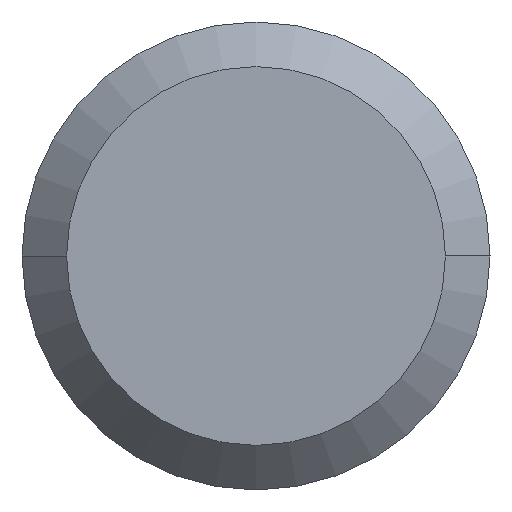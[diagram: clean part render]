
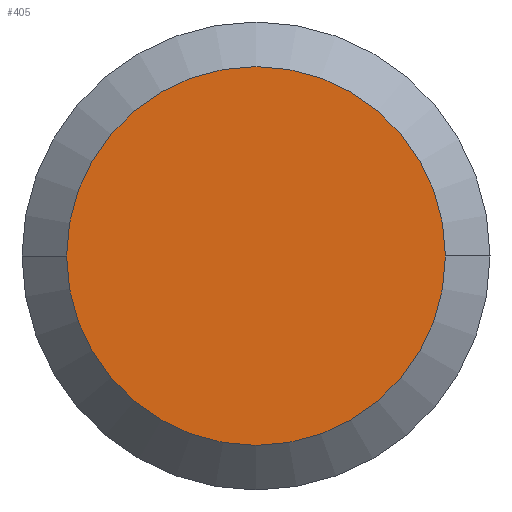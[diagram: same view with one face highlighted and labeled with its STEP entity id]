
A CAD part, left-side view. The second image highlights one B-rep face of the part: STEP entity #405.
In plain terms, the highlighted planar face has unit normal (-1, 0, 0).
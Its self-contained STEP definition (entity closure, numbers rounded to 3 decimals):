
#8 = AXIS2_PLACEMENT_3D ( 'NONE', #29, #188, #24 ) ;
#11 = DIRECTION ( 'NONE',  ( -1., 0., 0. ) ) ;
#24 = DIRECTION ( 'NONE',  ( 0., 1., 0. ) ) ;
#29 = CARTESIAN_POINT ( 'NONE',  ( 0., 0., 0. ) ) ;
#61 = AXIS2_PLACEMENT_3D ( 'NONE', #156, #256, #67 ) ;
#67 = DIRECTION ( 'NONE',  ( 0., 1., 0. ) ) ;
#94 = PLANE ( 'NONE',  #124 ) ;
#105 = EDGE_LOOP ( 'NONE', ( #315, #291 ) ) ;
#117 = VERTEX_POINT ( 'NONE', #207 ) ;
#124 = AXIS2_PLACEMENT_3D ( 'NONE', #381, #11, #284 ) ;
#156 = CARTESIAN_POINT ( 'NONE',  ( 0., 0., 0. ) ) ;
#163 = CIRCLE ( 'NONE', #8, 3.238 ) ;
#188 = DIRECTION ( 'NONE',  ( 1., 0., 0. ) ) ;
#207 = CARTESIAN_POINT ( 'NONE',  ( 0., -3.238, 0. ) ) ;
#256 = DIRECTION ( 'NONE',  ( 1., 0., 0. ) ) ;
#266 = FACE_OUTER_BOUND ( 'NONE', #105, .T. ) ;
#277 = EDGE_CURVE ( 'NONE', #337, #117, #163, .T. ) ;
#279 = CIRCLE ( 'NONE', #61, 3.238 ) ;
#284 = DIRECTION ( 'NONE',  ( 0., -1., 0. ) ) ;
#291 = ORIENTED_EDGE ( 'NONE', *, *, #344, .F. ) ;
#315 = ORIENTED_EDGE ( 'NONE', *, *, #277, .F. ) ;
#337 = VERTEX_POINT ( 'NONE', #383 ) ;
#344 = EDGE_CURVE ( 'NONE', #117, #337, #279, .T. ) ;
#381 = CARTESIAN_POINT ( 'NONE',  ( 0., 0., 0. ) ) ;
#383 = CARTESIAN_POINT ( 'NONE',  ( 0., 3.238, 0. ) ) ;
#405 = ADVANCED_FACE ( 'NONE', ( #266 ), #94, .T. ) ;
